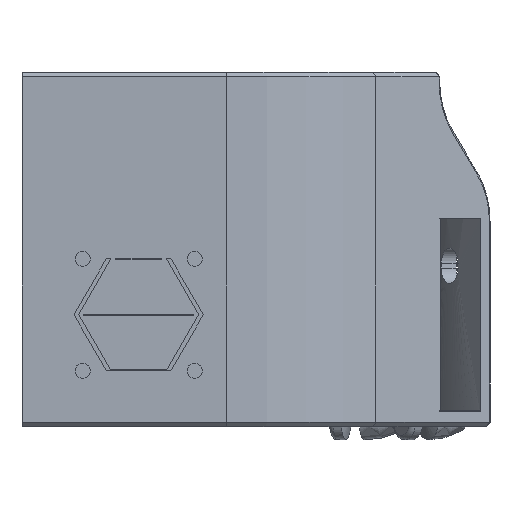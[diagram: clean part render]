
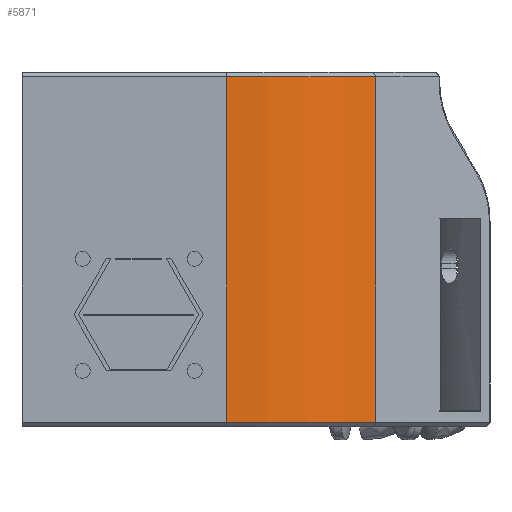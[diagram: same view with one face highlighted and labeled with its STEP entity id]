
A CAD part, left-side view. The second image highlights one B-rep face of the part: STEP entity #5871.
In plain terms, the highlighted cylindrical face has radius 50 mm (diameter 100 mm), a partial arc.
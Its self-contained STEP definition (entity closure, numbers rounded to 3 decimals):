
#2218 = VERTEX_POINT('',#2219);
#2219 = CARTESIAN_POINT('',(-87.537,123.171,-43.));
#2242 = VERTEX_POINT('',#2243);
#2243 = CARTESIAN_POINT('',(-75.952,91.167,
    -43.));
#2249 = EDGE_CURVE('',#2242,#2218,#2250,.T.);
#2250 = CIRCLE('',#2251,50.);
#2251 = AXIS2_PLACEMENT_3D('',#2252,#2253,#2254);
#2252 = CARTESIAN_POINT('',(-37.537,123.171,-43.));
#2253 = DIRECTION('',(0.,0.,-1.));
#2254 = DIRECTION('',(-0.768,-0.64,0.
    ));
#3748 = EDGE_CURVE('',#3749,#2218,#3751,.T.);
#3749 = VERTEX_POINT('',#3750);
#3750 = CARTESIAN_POINT('',(-87.537,123.171,31.));
#3751 = LINE('',#3752,#3753);
#3752 = CARTESIAN_POINT('',(-87.537,123.171,30.));
#3753 = VECTOR('',#3754,1.);
#3754 = DIRECTION('',(0.,0.,-1.));
#5871 = ADVANCED_FACE('',(#5872),#5891,.T.);
#5872 = FACE_BOUND('',#5873,.F.);
#5873 = EDGE_LOOP('',(#5874,#5875,#5884,#5890));
#5874 = ORIENTED_EDGE('',*,*,#3748,.F.);
#5875 = ORIENTED_EDGE('',*,*,#5876,.F.);
#5876 = EDGE_CURVE('',#5877,#3749,#5879,.T.);
#5877 = VERTEX_POINT('',#5878);
#5878 = CARTESIAN_POINT('',(-75.952,91.167,31.));
#5879 = CIRCLE('',#5880,50.);
#5880 = AXIS2_PLACEMENT_3D('',#5881,#5882,#5883);
#5881 = CARTESIAN_POINT('',(-37.537,123.171,31.));
#5882 = DIRECTION('',(0.,0.,-1.));
#5883 = DIRECTION('',(-0.768,-0.64,0.
    ));
#5884 = ORIENTED_EDGE('',*,*,#5885,.F.);
#5885 = EDGE_CURVE('',#2242,#5877,#5886,.T.);
#5886 = LINE('',#5887,#5888);
#5887 = CARTESIAN_POINT('',(-75.952,91.167,30.));
#5888 = VECTOR('',#5889,1.);
#5889 = DIRECTION('',(0.,0.,1.));
#5890 = ORIENTED_EDGE('',*,*,#2249,.T.);
#5891 = CYLINDRICAL_SURFACE('',#5892,50.);
#5892 = AXIS2_PLACEMENT_3D('',#5893,#5894,#5895);
#5893 = CARTESIAN_POINT('',(-37.537,123.171,30.));
#5894 = DIRECTION('',(0.,0.,-1.));
#5895 = DIRECTION('',(1.,0.,0.));
